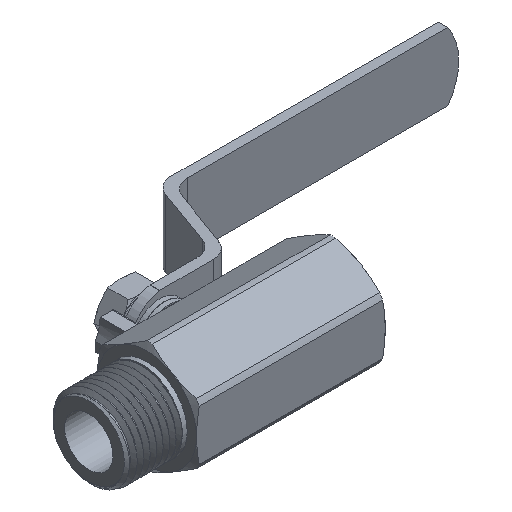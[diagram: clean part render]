
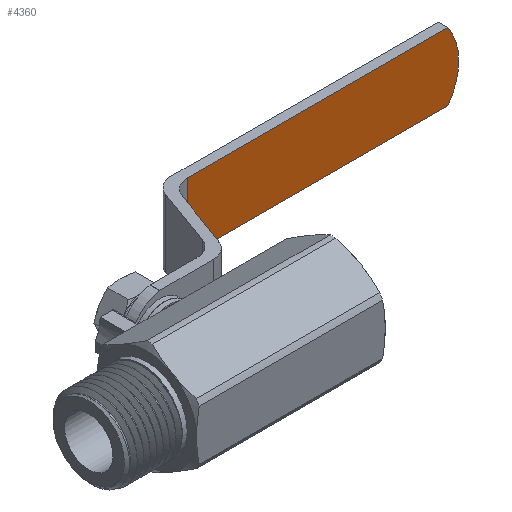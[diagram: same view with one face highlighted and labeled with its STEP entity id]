
A CAD part, isometric view. The second image highlights one B-rep face of the part: STEP entity #4360.
In plain terms, the highlighted planar face has unit normal (0, -1, 0).
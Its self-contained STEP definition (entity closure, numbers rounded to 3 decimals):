
#669=LINE('',#22902,#833);
#682=LINE('',#22930,#846);
#684=LINE('',#22933,#848);
#833=VECTOR('',#5607,1000.);
#846=VECTOR('',#5638,1000.);
#848=VECTOR('',#5642,1000.);
#2203=ORIENTED_EDGE('',*,*,#2811,.F.);
#2204=ORIENTED_EDGE('',*,*,#2885,.F.);
#2205=ORIENTED_EDGE('',*,*,#2867,.T.);
#2206=ORIENTED_EDGE('',*,*,#2883,.T.);
#2811=EDGE_CURVE('',#3323,#3324,#3512,.T.);
#2867=EDGE_CURVE('',#3367,#3366,#669,.T.);
#2883=EDGE_CURVE('',#3366,#3324,#682,.T.);
#2885=EDGE_CURVE('',#3367,#3323,#684,.T.);
#3323=VERTEX_POINT('',#22786);
#3324=VERTEX_POINT('',#22787);
#3366=VERTEX_POINT('',#22901);
#3367=VERTEX_POINT('',#22903);
#3512=CIRCLE('',#4742,12.);
#3793=EDGE_LOOP('',(#2203,#2204,#2205,#2206));
#4051=FACE_BOUND('',#3793,.T.);
#4133=PLANE('',#4791);
#4360=ADVANCED_FACE('',(#4051),#4133,.F.);
#4742=AXIS2_PLACEMENT_3D('',#22785,#5496,#5497);
#4791=AXIS2_PLACEMENT_3D('',#22935,#5645,#5646);
#5496=DIRECTION('',(0.,1.,0.));
#5497=DIRECTION('',(0.,0.,1.));
#5607=DIRECTION('',(0.,0.,-1.));
#5638=DIRECTION('',(1.,0.,0.));
#5642=DIRECTION('',(1.,0.,0.));
#5645=DIRECTION('',(0.,1.,0.));
#5646=DIRECTION('',(0.,0.,1.));
#22785=CARTESIAN_POINT('',(67.,30.,0.));
#22786=CARTESIAN_POINT('',(76.747,30.,7.));
#22787=CARTESIAN_POINT('',(76.747,30.,-7.));
#22901=CARTESIAN_POINT('',(22.98,30.,-7.));
#22902=CARTESIAN_POINT('',(22.98,30.,7.));
#22903=CARTESIAN_POINT('',(22.98,30.,7.));
#22930=CARTESIAN_POINT('',(22.98,30.,-7.));
#22933=CARTESIAN_POINT('',(22.98,30.,7.));
#22935=CARTESIAN_POINT('',(22.98,30.,7.));
